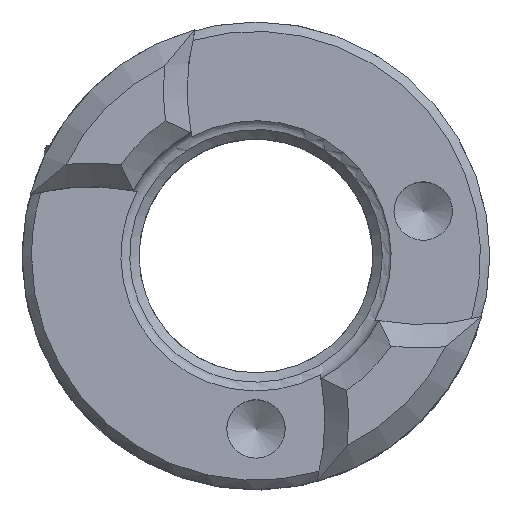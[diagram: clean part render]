
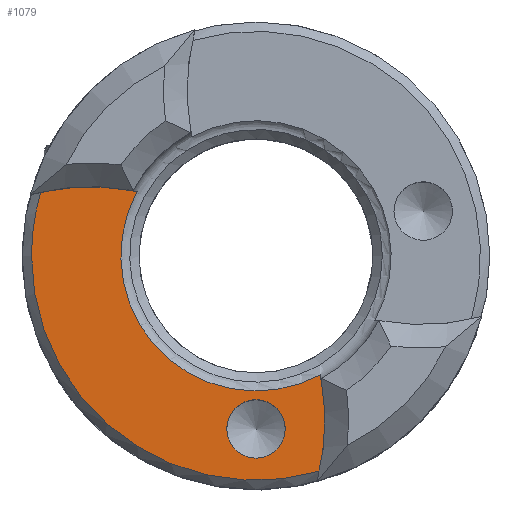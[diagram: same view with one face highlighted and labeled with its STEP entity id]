
A CAD part, top view. The second image highlights one B-rep face of the part: STEP entity #1079.
In plain terms, the highlighted planar face has unit normal (0, 0, 1).
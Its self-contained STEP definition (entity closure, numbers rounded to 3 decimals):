
#163=PLANE('',#1180);
#193=FACE_BOUND('',#306,.T.);
#229=FACE_OUTER_BOUND('',#305,.T.);
#305=EDGE_LOOP('',(#782,#783,#784,#785));
#306=EDGE_LOOP('',(#786));
#380=CIRCLE('',#1144,12.192);
#388=CIRCLE('',#1155,7.339);
#398=CIRCLE('',#1172,12.725);
#402=CIRCLE('',#1181,12.725);
#403=CIRCLE('',#1182,1.588);
#455=VERTEX_POINT('',#1732);
#456=VERTEX_POINT('',#1734);
#466=VERTEX_POINT('',#1770);
#467=VERTEX_POINT('',#1777);
#483=VERTEX_POINT('',#1866);
#557=EDGE_CURVE('',#456,#455,#380,.T.);
#571=EDGE_CURVE('',#467,#466,#388,.T.);
#594=EDGE_CURVE('',#455,#467,#398,.T.);
#599=EDGE_CURVE('',#466,#456,#402,.T.);
#600=EDGE_CURVE('',#483,#483,#403,.T.);
#782=ORIENTED_EDGE('',*,*,#571,.T.);
#783=ORIENTED_EDGE('',*,*,#599,.T.);
#784=ORIENTED_EDGE('',*,*,#557,.T.);
#785=ORIENTED_EDGE('',*,*,#594,.T.);
#786=ORIENTED_EDGE('',*,*,#600,.T.);
#1079=ADVANCED_FACE('',(#229,#193),#163,.T.);
#1144=AXIS2_PLACEMENT_3D('',#1735,#1297,#1298);
#1155=AXIS2_PLACEMENT_3D('',#1778,#1322,#1323);
#1172=AXIS2_PLACEMENT_3D('',#1851,#1362,#1363);
#1180=AXIS2_PLACEMENT_3D('',#1864,#1378,#1379);
#1181=AXIS2_PLACEMENT_3D('',#1865,#1380,#1381);
#1182=AXIS2_PLACEMENT_3D('',#1867,#1382,#1383);
#1297=DIRECTION('center_axis',(0.,0.,1.));
#1298=DIRECTION('ref_axis',(-0.959,0.283,0.));
#1322=DIRECTION('center_axis',(0.,0.,-1.));
#1323=DIRECTION('ref_axis',(0.476,-0.88,0.));
#1362=DIRECTION('center_axis',(0.,0.,1.));
#1363=DIRECTION('ref_axis',(1.,0.,0.));
#1378=DIRECTION('center_axis',(0.,0.,1.));
#1379=DIRECTION('ref_axis',(1.,0.,0.));
#1380=DIRECTION('center_axis',(0.,0.,1.));
#1381=DIRECTION('ref_axis',(0.198,0.98,0.));
#1382=DIRECTION('center_axis',(0.,0.,-1.));
#1383=DIRECTION('ref_axis',(1.,0.,0.));
#1732=CARTESIAN_POINT('',(8.09,-6.831,6.112));
#1734=CARTESIAN_POINT('',(-7.056,8.314,6.112));
#1735=CARTESIAN_POINT('Origin',(4.637,4.862,6.112));
#1770=CARTESIAN_POINT('',(-1.818,8.354,6.112));
#1777=CARTESIAN_POINT('',(8.129,-1.594,6.112));
#1778=CARTESIAN_POINT('Origin',(4.637,4.862,6.112));
#1851=CARTESIAN_POINT('Origin',(-4.343,-4.119,6.112));
#1864=CARTESIAN_POINT('Origin',(4.637,4.862,6.112));
#1865=CARTESIAN_POINT('Origin',(-4.343,-4.119,6.112));
#1866=CARTESIAN_POINT('',(6.225,-4.536,6.112));
#1867=CARTESIAN_POINT('Origin',(4.637,-4.536,6.112));
